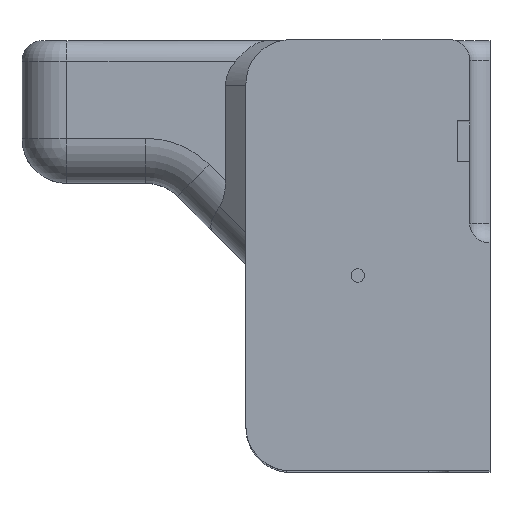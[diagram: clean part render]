
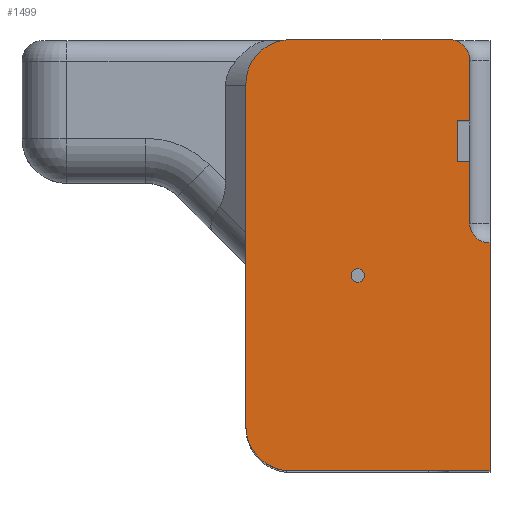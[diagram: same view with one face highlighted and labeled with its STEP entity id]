
A CAD part, top view. The second image highlights one B-rep face of the part: STEP entity #1499.
In plain terms, the highlighted planar face has unit normal (0, 0, 1).
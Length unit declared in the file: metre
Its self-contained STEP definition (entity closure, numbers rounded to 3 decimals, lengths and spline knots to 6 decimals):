
#119=CIRCLE('',#1621,0.00165);
#120=CIRCLE('',#1622,0.011);
#121=CIRCLE('',#1623,0.005);
#122=CIRCLE('',#1624,0.005);
#123=CIRCLE('',#1625,0.011);
#252=ORIENTED_EDGE('',*,*,#698,.F.);
#253=ORIENTED_EDGE('',*,*,#672,.F.);
#254=ORIENTED_EDGE('',*,*,#699,.T.);
#255=ORIENTED_EDGE('',*,*,#700,.T.);
#256=ORIENTED_EDGE('',*,*,#695,.T.);
#257=ORIENTED_EDGE('',*,*,#701,.T.);
#258=ORIENTED_EDGE('',*,*,#655,.T.);
#259=ORIENTED_EDGE('',*,*,#702,.F.);
#260=ORIENTED_EDGE('',*,*,#622,.T.);
#261=ORIENTED_EDGE('',*,*,#703,.T.);
#262=ORIENTED_EDGE('',*,*,#704,.T.);
#263=ORIENTED_EDGE('',*,*,#705,.T.);
#264=ORIENTED_EDGE('',*,*,#649,.F.);
#265=ORIENTED_EDGE('',*,*,#706,.T.);
#622=EDGE_CURVE('',#845,#847,#986,.T.);
#649=EDGE_CURVE('',#874,#875,#1006,.T.);
#655=EDGE_CURVE('',#877,#880,#1011,.T.);
#672=EDGE_CURVE('',#897,#898,#1025,.T.);
#695=EDGE_CURVE('',#920,#919,#1041,.T.);
#698=EDGE_CURVE('',#922,#922,#119,.T.);
#699=EDGE_CURVE('',#897,#923,#120,.T.);
#700=EDGE_CURVE('',#923,#920,#1043,.T.);
#701=EDGE_CURVE('',#919,#877,#121,.F.);
#702=EDGE_CURVE('',#845,#880,#1044,.T.);
#703=EDGE_CURVE('',#847,#924,#1045,.T.);
#704=EDGE_CURVE('',#924,#925,#1046,.T.);
#705=EDGE_CURVE('',#925,#875,#122,.T.);
#706=EDGE_CURVE('',#874,#898,#123,.T.);
#845=VERTEX_POINT('',#2222);
#847=VERTEX_POINT('',#2226);
#874=VERTEX_POINT('',#2283);
#875=VERTEX_POINT('',#2285);
#877=VERTEX_POINT('',#2291);
#880=VERTEX_POINT('',#2296);
#897=VERTEX_POINT('',#2333);
#898=VERTEX_POINT('',#2335);
#919=VERTEX_POINT('',#2398);
#920=VERTEX_POINT('',#2400);
#922=VERTEX_POINT('',#2406);
#923=VERTEX_POINT('',#2408);
#924=VERTEX_POINT('',#2413);
#925=VERTEX_POINT('',#2415);
#986=LINE('',#2227,#1110);
#1006=LINE('',#2284,#1130);
#1011=LINE('',#2297,#1135);
#1025=LINE('',#2334,#1149);
#1041=LINE('',#2399,#1165);
#1043=LINE('',#2409,#1167);
#1044=LINE('',#2411,#1168);
#1045=LINE('',#2412,#1169);
#1046=LINE('',#2414,#1170);
#1110=VECTOR('',#1765,1.);
#1130=VECTOR('',#1805,1.);
#1135=VECTOR('',#1814,1.);
#1149=VECTOR('',#1840,1.);
#1165=VECTOR('',#1874,1.);
#1167=VECTOR('',#1884,1.);
#1168=VECTOR('',#1887,1.);
#1169=VECTOR('',#1888,1.);
#1170=VECTOR('',#1889,1.);
#1252=EDGE_LOOP('',(#252));
#1253=EDGE_LOOP('',(#253,#254,#255,#256,#257,#258,#259,#260,#261,#262,#263,
#264,#265));
#1365=FACE_BOUND('',#1252,.T.);
#1366=FACE_BOUND('',#1253,.T.);
#1468=PLANE('',#1620);
#1499=ADVANCED_FACE('',(#1365,#1366),#1468,.T.);
#1620=AXIS2_PLACEMENT_3D('',#2404,#1878,#1879);
#1621=AXIS2_PLACEMENT_3D('',#2405,#1880,#1881);
#1622=AXIS2_PLACEMENT_3D('',#2407,#1882,#1883);
#1623=AXIS2_PLACEMENT_3D('',#2410,#1885,#1886);
#1624=AXIS2_PLACEMENT_3D('',#2416,#1890,#1891);
#1625=AXIS2_PLACEMENT_3D('',#2417,#1892,#1893);
#1765=DIRECTION('',(0.,1.,0.));
#1805=DIRECTION('',(1.,0.,0.));
#1814=DIRECTION('',(0.,1.,0.));
#1840=DIRECTION('',(0.,1.,0.));
#1874=DIRECTION('',(0.,1.,0.));
#1878=DIRECTION('',(0.,0.,1.));
#1879=DIRECTION('',(1.,0.,0.));
#1880=DIRECTION('',(0.,0.,1.));
#1881=DIRECTION('',(1.,0.,0.));
#1882=DIRECTION('',(0.,0.,1.));
#1883=DIRECTION('',(1.,0.,0.));
#1884=DIRECTION('',(1.,0.,0.));
#1885=DIRECTION('',(0.,0.,1.));
#1886=DIRECTION('',(1.,0.,0.));
#1887=DIRECTION('',(1.,0.,0.));
#1888=DIRECTION('',(1.,0.,0.));
#1889=DIRECTION('',(0.,1.,0.));
#1890=DIRECTION('',(0.,0.,1.));
#1891=DIRECTION('',(1.,0.,0.));
#1892=DIRECTION('',(0.,0.,1.));
#1893=DIRECTION('',(1.,0.,0.));
#2222=CARTESIAN_POINT('',(0.052,-0.03,0.222));
#2226=CARTESIAN_POINT('',(0.052,-0.02,0.222));
#2227=CARTESIAN_POINT('',(0.052,-0.106,0.222));
#2283=CARTESIAN_POINT('',(0.011,0.,0.222));
#2284=CARTESIAN_POINT('',(0.03,0.,0.222));
#2285=CARTESIAN_POINT('',(0.05,0.,0.222));
#2291=CARTESIAN_POINT('',(0.055,-0.045,0.222));
#2296=CARTESIAN_POINT('',(0.055,-0.03,0.222));
#2297=CARTESIAN_POINT('',(0.055,-0.106,0.222));
#2333=CARTESIAN_POINT('',(0.,-0.095,0.222));
#2334=CARTESIAN_POINT('',(0.,-0.106,0.222));
#2335=CARTESIAN_POINT('',(0.,-0.011,0.222));
#2398=CARTESIAN_POINT('',(0.06,-0.05,0.222));
#2399=CARTESIAN_POINT('',(0.06,-0.106,0.222));
#2400=CARTESIAN_POINT('',(0.06,-0.106,0.222));
#2404=CARTESIAN_POINT('',(0.03,-0.106,0.222));
#2405=CARTESIAN_POINT('',(0.0275,-0.058,0.222));
#2406=CARTESIAN_POINT('',(0.02915,-0.058,0.222));
#2407=CARTESIAN_POINT('',(0.011,-0.095,0.222));
#2408=CARTESIAN_POINT('',(0.011,-0.106,0.222));
#2409=CARTESIAN_POINT('',(0.03,-0.106,0.222));
#2410=CARTESIAN_POINT('',(0.06,-0.045,0.222));
#2411=CARTESIAN_POINT('',(0.052,-0.03,0.222));
#2412=CARTESIAN_POINT('',(0.052,-0.02,0.222));
#2413=CARTESIAN_POINT('',(0.055,-0.02,0.222));
#2414=CARTESIAN_POINT('',(0.055,-0.106,0.222));
#2415=CARTESIAN_POINT('',(0.055,-0.005,0.222));
#2416=CARTESIAN_POINT('',(0.05,-0.005,0.222));
#2417=CARTESIAN_POINT('',(0.011,-0.011,0.222));
